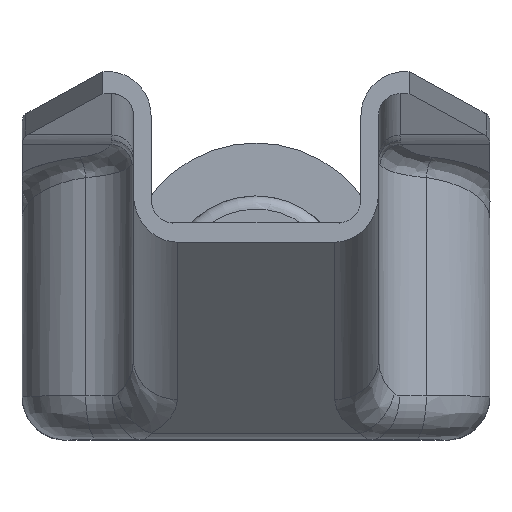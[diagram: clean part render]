
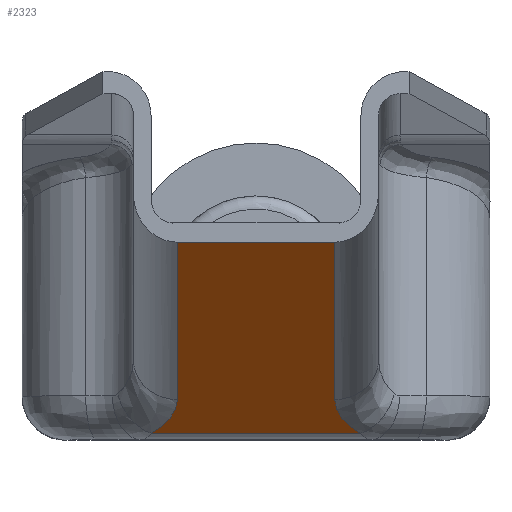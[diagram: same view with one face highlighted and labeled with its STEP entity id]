
A CAD part, top view. The second image highlights one B-rep face of the part: STEP entity #2323.
In plain terms, the highlighted planar face has unit normal (0, -0.904, 0.428).
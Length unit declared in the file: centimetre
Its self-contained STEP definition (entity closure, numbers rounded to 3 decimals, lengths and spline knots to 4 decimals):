
#65=B_SPLINE_CURVE_WITH_KNOTS('',3,(#3513,#3514,#3515,#3516,#3517,#3518,
#3519),.UNSPECIFIED.,.F.,.F.,(4,1,1,1,4),(0.,0.25,0.5,0.75,1.),
 .UNSPECIFIED.);
#86=B_SPLINE_CURVE_WITH_KNOTS('',3,(#4243,#4244,#4245,#4246,#4247,#4248,
#4249),.UNSPECIFIED.,.F.,.F.,(4,1,1,1,4),(0.,0.25,0.5,0.75,1.),
 .UNSPECIFIED.);
#288=FACE_OUTER_BOUND('',#442,.T.);
#442=EDGE_LOOP('',(#1767,#1768,#1769,#1770,#1771,#1772));
#596=LINE('',#3569,#715);
#628=LINE('',#4203,#747);
#639=LINE('',#4239,#758);
#640=LINE('',#4242,#759);
#715=VECTOR('',#2762,4.7973);
#747=VECTOR('',#2912,8.3784);
#758=VECTOR('',#2939,3.6);
#759=VECTOR('',#2942,8.3784);
#1001=VERTEX_POINT('',#3510);
#1002=VERTEX_POINT('',#3512);
#1003=VERTEX_POINT('',#3568);
#1067=VERTEX_POINT('',#4201);
#1084=VERTEX_POINT('',#4237);
#1085=VERTEX_POINT('',#4241);
#1237=EDGE_CURVE('',#1001,#1002,#65,.T.);
#1240=EDGE_CURVE('',#1002,#1003,#596,.T.);
#1331=EDGE_CURVE('',#1067,#1001,#628,.T.);
#1349=EDGE_CURVE('',#1084,#1067,#639,.T.);
#1350=EDGE_CURVE('',#1085,#1084,#640,.T.);
#1351=EDGE_CURVE('',#1003,#1085,#86,.T.);
#1767=ORIENTED_EDGE('',*,*,#1331,.F.);
#1768=ORIENTED_EDGE('',*,*,#1349,.F.);
#1769=ORIENTED_EDGE('',*,*,#1350,.F.);
#1770=ORIENTED_EDGE('',*,*,#1351,.F.);
#1771=ORIENTED_EDGE('',*,*,#1240,.F.);
#1772=ORIENTED_EDGE('',*,*,#1237,.F.);
#2260=PLANE('',#2524);
#2323=ADVANCED_FACE('',(#288),#2260,.T.);
#2524=AXIS2_PLACEMENT_3D('',#4240,#2940,#2941);
#2762=DIRECTION('',(-1.,0.,0.));
#2912=DIRECTION('',(0.,-0.428,-0.904));
#2939=DIRECTION('',(1.,0.,0.));
#2940=DIRECTION('center_axis',(0.,-0.904,0.428));
#2941=DIRECTION('ref_axis',(0.,-0.428,-0.904));
#2942=DIRECTION('',(0.,0.428,0.904));
#3510=CARTESIAN_POINT('',(1.8,0.9133,7.3781));
#3512=CARTESIAN_POINT('',(2.3987,0.1444,5.7548));
#3513=CARTESIAN_POINT('Ctrl Pts',(1.8,0.9133,7.3781));
#3514=CARTESIAN_POINT('Ctrl Pts',(1.8,0.8419,7.2274));
#3515=CARTESIAN_POINT('Ctrl Pts',(1.8271,0.7018,6.9315));
#3516=CARTESIAN_POINT('Ctrl Pts',(1.9431,0.4995,6.5044));
#3517=CARTESIAN_POINT('Ctrl Pts',(2.1406,0.3043,6.0925));
#3518=CARTESIAN_POINT('Ctrl Pts',(2.3067,0.1954,5.8625));
#3519=CARTESIAN_POINT('Ctrl Pts',(2.3987,0.1444,5.7548));
#3568=CARTESIAN_POINT('',(-2.3987,0.1444,5.7548));
#3569=CARTESIAN_POINT('',(2.3987,0.1444,5.7548));
#4201=CARTESIAN_POINT('',(1.8,4.5,14.95));
#4203=CARTESIAN_POINT('',(1.8,4.5,14.95));
#4237=CARTESIAN_POINT('',(-1.8,4.5,14.95));
#4239=CARTESIAN_POINT('',(-1.8,4.5,14.95));
#4240=CARTESIAN_POINT('Origin',(-2.8,4.5,14.95));
#4241=CARTESIAN_POINT('',(-1.8,0.9133,7.3781));
#4242=CARTESIAN_POINT('',(-1.8,0.9133,7.3781));
#4243=CARTESIAN_POINT('Ctrl Pts',(-2.3987,0.1444,5.7548));
#4244=CARTESIAN_POINT('Ctrl Pts',(-2.3067,0.1954,5.8626));
#4245=CARTESIAN_POINT('Ctrl Pts',(-2.1405,0.3044,6.0927));
#4246=CARTESIAN_POINT('Ctrl Pts',(-1.943,0.4996,6.5047));
#4247=CARTESIAN_POINT('Ctrl Pts',(-1.8271,0.7019,6.9317));
#4248=CARTESIAN_POINT('Ctrl Pts',(-1.8,0.842,7.2275));
#4249=CARTESIAN_POINT('Ctrl Pts',(-1.8,0.9133,7.3781));
